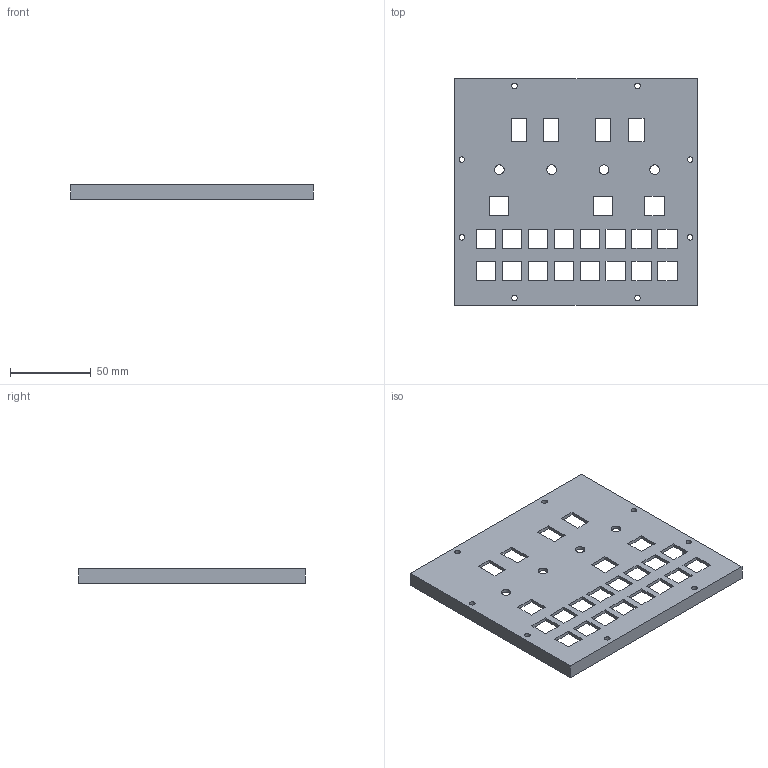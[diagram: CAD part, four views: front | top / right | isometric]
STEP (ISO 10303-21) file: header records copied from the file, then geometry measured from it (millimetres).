
FILE_DESCRIPTION(/* description */ (''),/* implementation_level */ '2;1');
FILE_NAME(/* name */ 'Membrane Standoff.step',/* time_stamp */ '2024-02-17T15:34:49-05:00',/* author */ (''),/* organization */ (''),/* preprocessor_version */ 'ST-DEVELOPER v20',/* originating_system */ 'Autodesk Translation Framework v12.20.1.177',/* authorisation */ '');
FILE_SCHEMA (('AUTOMOTIVE_DESIGN { 1 0 10303 214 3 1 1 }'));
Length unit declared in the file: millimetre
Products named in the file (1): Membrane Standoff
Bounding box: 150 x 140 x 9 mm (x, y, z)
Volume: 45003.6 mm3; surface area: 48006.9 mm2
Topology: 1 solids, 1 shells, 131 faces, 384 edges, 256 vertices
Faces by surface type: plane 111, cylinder 20
Full cylindrical faces by diameter (mm): 3.4 x8, 6 x4
Entity records: 4471 total; most frequent: CARTESIAN_POINT 772, ORIENTED_EDGE 768, DIRECTION 688, EDGE_CURVE 384, LINE 344, VECTOR 344, VERTEX_POINT 256, EDGE_LOOP 202
